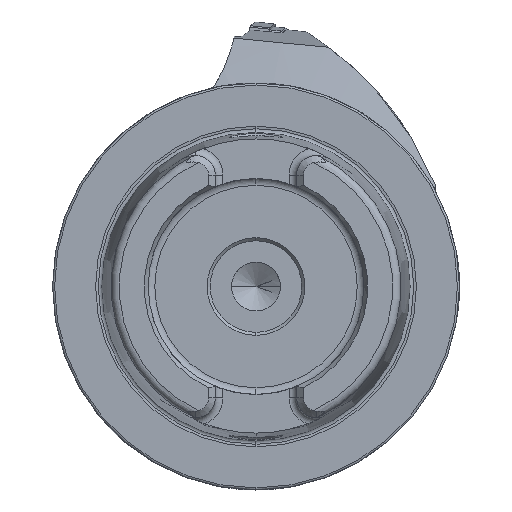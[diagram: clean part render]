
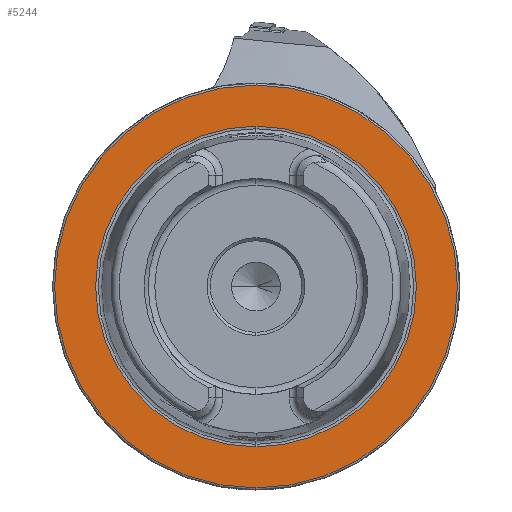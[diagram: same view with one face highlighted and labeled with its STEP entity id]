
A CAD part, left-side view. The second image highlights one B-rep face of the part: STEP entity #5244.
In plain terms, the highlighted planar face has unit normal (-1, 0, 0).
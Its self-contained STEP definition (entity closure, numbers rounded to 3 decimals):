
#1152 = DIRECTION ( 'NONE',  ( -1., 0., 0. ) ) ;
#2417 = DIRECTION ( 'NONE',  ( 0., 0., 1. ) ) ;
#2437 = VERTEX_POINT ( 'NONE', #12625 ) ;
#2443 = FACE_BOUND ( 'NONE', #17287, .T. ) ;
#2480 = CIRCLE ( 'NONE', #19159, 49.5 ) ;
#2807 = AXIS2_PLACEMENT_3D ( 'NONE', #13905, #10712, #6417 ) ;
#3344 = CARTESIAN_POINT ( 'NONE',  ( 0., 0., 0. ) ) ;
#3376 = CIRCLE ( 'NONE', #10023, 39.405 ) ;
#3399 = CARTESIAN_POINT ( 'NONE',  ( 0., 0., 49.5 ) ) ;
#4534 = EDGE_CURVE ( 'NONE', #15823, #2437, #3376, .T. ) ;
#5244 = ADVANCED_FACE ( 'NONE', ( #2443, #13837 ), #9142, .F. ) ;
#5278 = DIRECTION ( 'NONE',  ( 0., 0., 1. ) ) ;
#5898 = ORIENTED_EDGE ( 'NONE', *, *, #17797, .F. ) ;
#6417 = DIRECTION ( 'NONE',  ( 0., 0., -1. ) ) ;
#9003 = DIRECTION ( 'NONE',  ( 0., 0., 1. ) ) ;
#9026 = ORIENTED_EDGE ( 'NONE', *, *, #13395, .T. ) ;
#9142 = PLANE ( 'NONE',  #2807 ) ;
#9323 = DIRECTION ( 'NONE',  ( -1., 0., 0. ) ) ;
#9562 = EDGE_LOOP ( 'NONE', ( #13499, #9026 ) ) ;
#9801 = DIRECTION ( 'NONE',  ( -1., 0., 0. ) ) ;
#9822 = VERTEX_POINT ( 'NONE', #3399 ) ;
#9991 = AXIS2_PLACEMENT_3D ( 'NONE', #15711, #9801, #5278 ) ;
#10023 = AXIS2_PLACEMENT_3D ( 'NONE', #14397, #1152, #11538 ) ;
#10371 = CARTESIAN_POINT ( 'NONE',  ( 0., 0., -49.5 ) ) ;
#10712 = DIRECTION ( 'NONE',  ( 1., 0., 0. ) ) ;
#11538 = DIRECTION ( 'NONE',  ( 0., 0., 1. ) ) ;
#11979 = CIRCLE ( 'NONE', #9991, 39.405 ) ;
#12046 = VERTEX_POINT ( 'NONE', #10371 ) ;
#12625 = CARTESIAN_POINT ( 'NONE',  ( 0., 0., 39.405 ) ) ;
#13395 = EDGE_CURVE ( 'NONE', #12046, #9822, #2480, .T. ) ;
#13499 = ORIENTED_EDGE ( 'NONE', *, *, #15035, .T. ) ;
#13837 = FACE_OUTER_BOUND ( 'NONE', #9562, .T. ) ;
#13905 = CARTESIAN_POINT ( 'NONE',  ( 0., 49.5, 0. ) ) ;
#13986 = ORIENTED_EDGE ( 'NONE', *, *, #4534, .F. ) ;
#14177 = CIRCLE ( 'NONE', #18491, 49.5 ) ;
#14397 = CARTESIAN_POINT ( 'NONE',  ( 0., 0., 0. ) ) ;
#15035 = EDGE_CURVE ( 'NONE', #9822, #12046, #14177, .T. ) ;
#15711 = CARTESIAN_POINT ( 'NONE',  ( 0., 0., 0. ) ) ;
#15823 = VERTEX_POINT ( 'NONE', #17543 ) ;
#16535 = CARTESIAN_POINT ( 'NONE',  ( 0., 0., 0. ) ) ;
#17287 = EDGE_LOOP ( 'NONE', ( #5898, #13986 ) ) ;
#17543 = CARTESIAN_POINT ( 'NONE',  ( 0., 0., -39.405 ) ) ;
#17797 = EDGE_CURVE ( 'NONE', #2437, #15823, #11979, .T. ) ;
#17968 = DIRECTION ( 'NONE',  ( -1., 0., 0. ) ) ;
#18491 = AXIS2_PLACEMENT_3D ( 'NONE', #16535, #17968, #9003 ) ;
#19159 = AXIS2_PLACEMENT_3D ( 'NONE', #3344, #9323, #2417 ) ;
